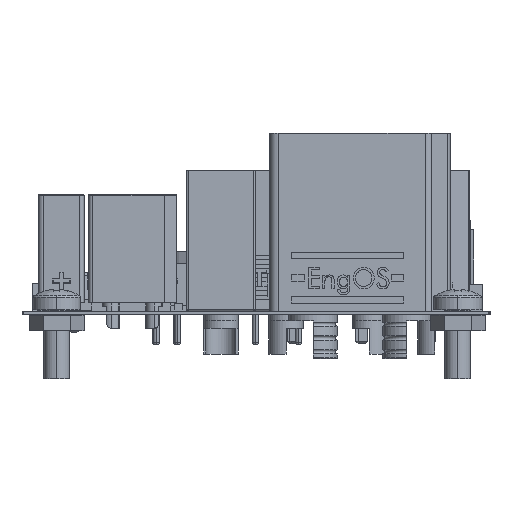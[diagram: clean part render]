
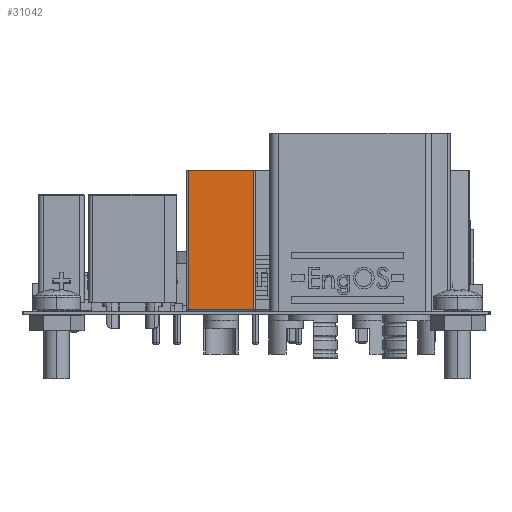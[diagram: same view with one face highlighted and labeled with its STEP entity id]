
A CAD part, left-side view. The second image highlights one B-rep face of the part: STEP entity #31042.
In plain terms, the highlighted face is planar.
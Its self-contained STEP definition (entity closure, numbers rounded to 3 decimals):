
#30674 = VERTEX_POINT('',#30675);
#30675 = CARTESIAN_POINT('',(7.8,3.8,0.2));
#30753 = VERTEX_POINT('',#30754);
#30754 = CARTESIAN_POINT('',(7.8,-3.8,0.2));
#30784 = EDGE_CURVE('',#30674,#30753,#30785,.T.);
#30785 = LINE('',#30786,#30787);
#30786 = CARTESIAN_POINT('',(7.8,3.8,0.2));
#30787 = VECTOR('',#30788,1.);
#30788 = DIRECTION('',(0.,-1.,0.));
#30799 = VERTEX_POINT('',#30800);
#30800 = CARTESIAN_POINT('',(7.8,-3.8,16.4));
#30816 = EDGE_CURVE('',#30753,#30799,#30817,.T.);
#30817 = LINE('',#30818,#30819);
#30818 = CARTESIAN_POINT('',(7.8,-3.8,0.2));
#30819 = VECTOR('',#30820,1.);
#30820 = DIRECTION('',(0.,0.,1.));
#30931 = VERTEX_POINT('',#30932);
#30932 = CARTESIAN_POINT('',(7.8,3.8,16.4));
#30939 = EDGE_CURVE('',#30931,#30674,#30940,.T.);
#30940 = LINE('',#30941,#30942);
#30941 = CARTESIAN_POINT('',(7.8,3.8,16.4));
#30942 = VECTOR('',#30943,1.);
#30943 = DIRECTION('',(0.,0.,-1.));
#31042 = ADVANCED_FACE('',(#31043),#31054,.T.);
#31043 = FACE_BOUND('',#31044,.T.);
#31044 = EDGE_LOOP('',(#31045,#31046,#31047,#31048));
#31045 = ORIENTED_EDGE('',*,*,#30816,.F.);
#31046 = ORIENTED_EDGE('',*,*,#30784,.F.);
#31047 = ORIENTED_EDGE('',*,*,#30939,.F.);
#31048 = ORIENTED_EDGE('',*,*,#31049,.F.);
#31049 = EDGE_CURVE('',#30799,#30931,#31050,.T.);
#31050 = LINE('',#31051,#31052);
#31051 = CARTESIAN_POINT('',(7.8,-3.8,16.4));
#31052 = VECTOR('',#31053,1.);
#31053 = DIRECTION('',(0.,1.,0.));
#31054 = PLANE('',#31055);
#31055 = AXIS2_PLACEMENT_3D('',#31056,#31057,#31058);
#31056 = CARTESIAN_POINT('',(7.8,-4.,0.));
#31057 = DIRECTION('',(1.,0.,0.));
#31058 = DIRECTION('',(0.,1.,0.));
